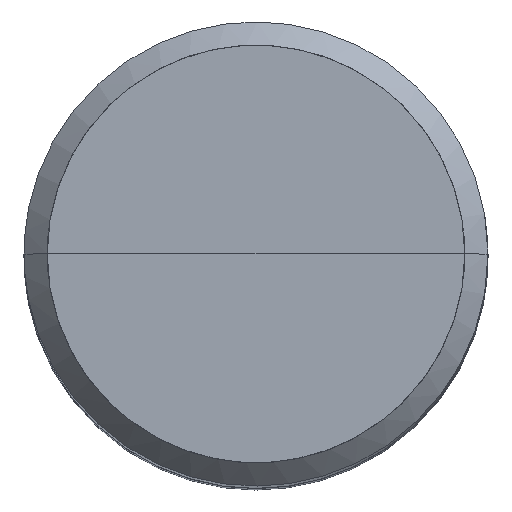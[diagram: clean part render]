
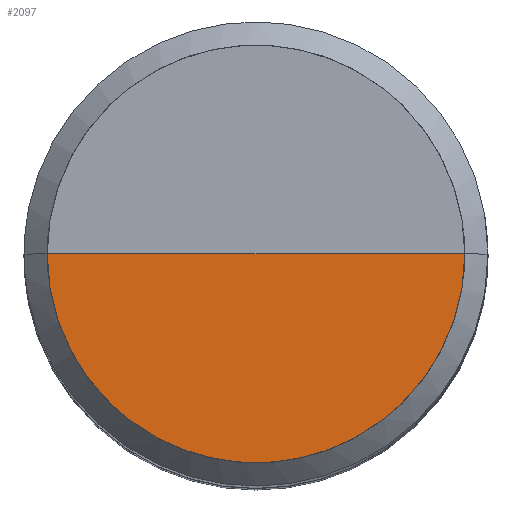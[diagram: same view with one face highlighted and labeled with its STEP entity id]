
A CAD part, top view. The second image highlights one B-rep face of the part: STEP entity #2097.
In plain terms, the highlighted free-form (B-spline) face has degree [1, 2] with [2, 5] control points.
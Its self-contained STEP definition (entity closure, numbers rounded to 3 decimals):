
#1698=CARTESIAN_POINT('',(9.0,0.0,49.067));
#1702=CARTESIAN_POINT('',(-9.0,0.0,49.067));
#1703=CARTESIAN_POINT('',(0.0,0.0,49.067));
#1716=CARTESIAN_POINT('',(-9.0,-9.0,49.067));
#1717=CARTESIAN_POINT('',(0.0,-9.0,49.067));
#1718=CARTESIAN_POINT('',(9.0,-9.0,49.067));
#2082=(
BOUNDED_SURFACE()
B_SPLINE_SURFACE(1,2,(
(#1702,#1716,#1717,#1718,#1698),
(#1703,#1703,#1703,#1703,#1703)
), .UNSPECIFIED.,.F.,.F.,.F.)
B_SPLINE_SURFACE_WITH_KNOTS((2,2),(3,2,3),(
0.0,1.0),(
0.0,0.5,1.0), .UNSPECIFIED.)
GEOMETRIC_REPRESENTATION_ITEM()
RATIONAL_B_SPLINE_SURFACE(((1.0,0.707,1.0,0.707,1.0),
(1.0,0.707,1.0,0.707,1.0)
))
REPRESENTATION_ITEM('')
SURFACE()
);
#2083=(
BOUNDED_CURVE()
B_SPLINE_CURVE(1,(#1703,#1698),.UNSPECIFIED.,.F.,.F.)
B_SPLINE_CURVE_WITH_KNOTS((2,2),
(0.0,1.0),.UNSPECIFIED.)
CURVE()
GEOMETRIC_REPRESENTATION_ITEM()
RATIONAL_B_SPLINE_CURVE((1.0,1.0))
REPRESENTATION_ITEM('')
);
#2084=(
BOUNDED_CURVE()
B_SPLINE_CURVE(2,(#1698,#1718,#1717,#1716,#1702),.UNSPECIFIED.,.F.,.F.)
B_SPLINE_CURVE_WITH_KNOTS((3,2,3),
(0.0,0.5,1.0),.UNSPECIFIED.)
CURVE()
GEOMETRIC_REPRESENTATION_ITEM()
RATIONAL_B_SPLINE_CURVE((1.0,0.707,1.0,0.707,1.0))
REPRESENTATION_ITEM('')
);
#2085=(
BOUNDED_CURVE()
B_SPLINE_CURVE(1,(#1702,#1703),.UNSPECIFIED.,.F.,.F.)
B_SPLINE_CURVE_WITH_KNOTS((2,2),
(0.0,1.0),.UNSPECIFIED.)
CURVE()
GEOMETRIC_REPRESENTATION_ITEM()
RATIONAL_B_SPLINE_CURVE((1.0,1.0))
REPRESENTATION_ITEM('')
);
#2086=VERTEX_POINT('',#1698);
#2087=VERTEX_POINT('',#1702);
#2088=VERTEX_POINT('',#1703);
#2089=EDGE_CURVE('',#2088,#2086,#2083,.T.);
#2090=EDGE_CURVE('',#2086,#2087,#2084,.T.);
#2091=EDGE_CURVE('',#2087,#2088,#2085,.T.);
#2092=ORIENTED_EDGE('',*,*,#2089,.T.);
#2093=ORIENTED_EDGE('',*,*,#2090,.T.);
#2094=ORIENTED_EDGE('',*,*,#2091,.T.);
#2095=EDGE_LOOP('',(#2092,#2093,#2094));
#2096=FACE_OUTER_BOUND('',#2095,.T.);
#2097=ADVANCED_FACE('',(#2096),#2082,.T.);
